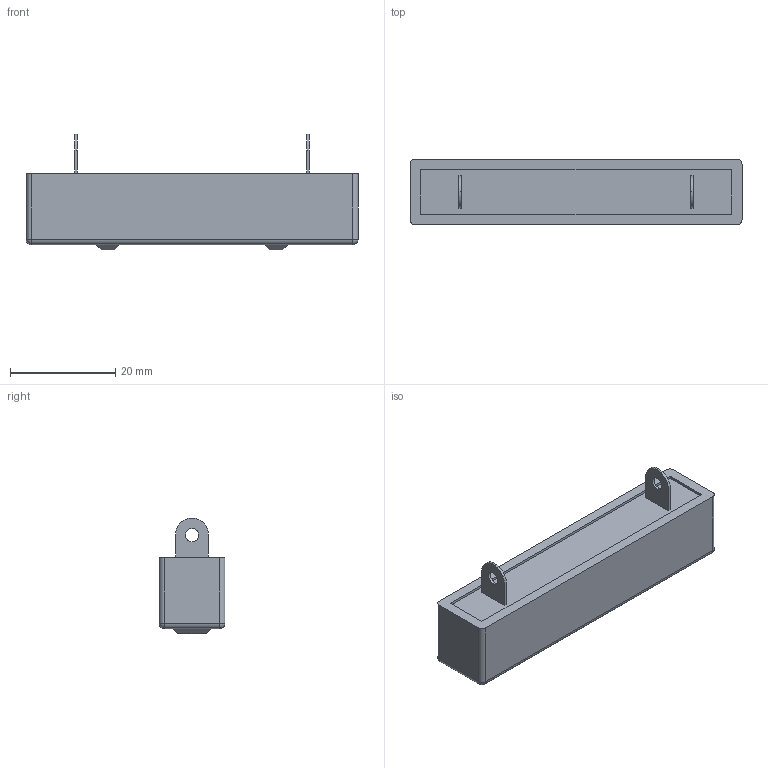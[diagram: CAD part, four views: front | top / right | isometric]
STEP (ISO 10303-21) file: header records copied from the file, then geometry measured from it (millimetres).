
FILE_DESCRIPTION (( 'STEP AP203' ), '1' );
FILE_NAME ('WPRT20S.STEP', '2015-10-19T11:57:43', ( '' ), ( '' ), 'SwSTEP 2.0', 'SolidWorks 2015', '' );
FILE_SCHEMA (( 'CONFIG_CONTROL_DESIGN' ));
Length unit declared in the file: millimetre
Products named in the file (1): WPRT20S
Bounding box: 63 x 12.5 x 22 mm (x, y, z)
Volume: 10423.9 mm3; surface area: 3791.6 mm2
Topology: 1 solids, 1 shells, 51 faces, 124 edges, 76 vertices
Faces by surface type: plane 31, cylinder 16, sphere 4
Entity records: 1535 total; most frequent: DIRECTION 256, CARTESIAN_POINT 248, ORIENTED_EDGE 240, EDGE_CURVE 120, VECTOR 88, LINE 88, AXIS2_PLACEMENT_3D 84, VERTEX_POINT 76
